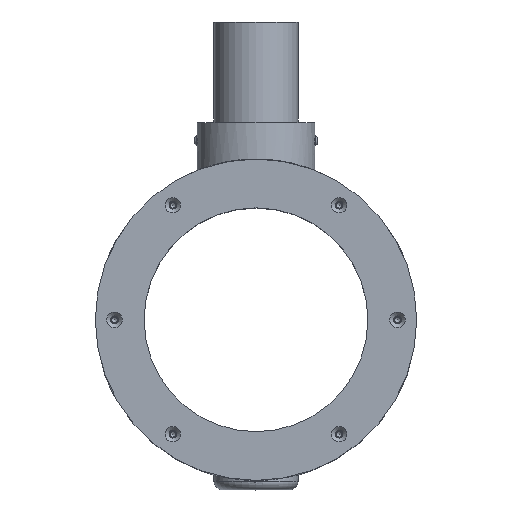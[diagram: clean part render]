
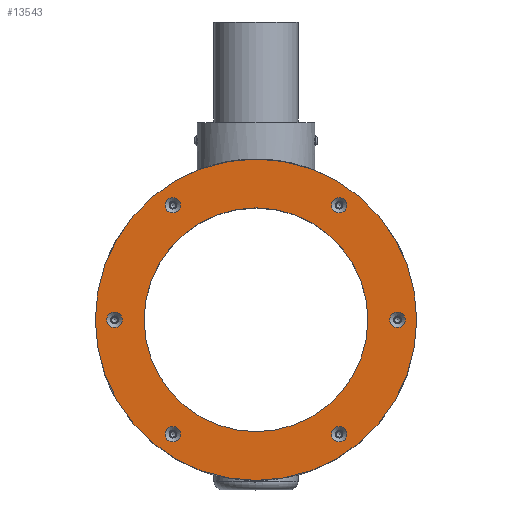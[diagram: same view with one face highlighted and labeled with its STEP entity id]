
A CAD part, top view. The second image highlights one B-rep face of the part: STEP entity #13543.
In plain terms, the highlighted planar face has unit normal (0, 0, 1).
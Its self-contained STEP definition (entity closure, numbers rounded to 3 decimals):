
#228 = FACE_BOUND ( 'NONE', #8059, .T. ) ;
#517 = AXIS2_PLACEMENT_3D ( 'NONE', #4275, #5939, #7492 ) ;
#557 = FACE_BOUND ( 'NONE', #19757, .T. ) ;
#1558 = DIRECTION ( 'NONE',  ( 1., 0., 0. ) ) ;
#1609 = EDGE_LOOP ( 'NONE', ( #5184 ) ) ;
#1921 = EDGE_CURVE ( 'NONE', #15432, #15432, #14674, .T. ) ;
#2113 = FACE_OUTER_BOUND ( 'NONE', #10211, .T. ) ;
#2213 = ORIENTED_EDGE ( 'NONE', *, *, #1921, .F. ) ;
#2316 = CIRCLE ( 'NONE', #20415, 4.59 ) ;
#2380 = ORIENTED_EDGE ( 'NONE', *, *, #12293, .F. ) ;
#2530 = VERTEX_POINT ( 'NONE', #15980 ) ;
#2538 = AXIS2_PLACEMENT_3D ( 'NONE', #2956, #16710, #4849 ) ;
#2594 = DIRECTION ( 'NONE',  ( 1., 0., 0. ) ) ;
#2925 = DIRECTION ( 'NONE',  ( 0., 0., 1. ) ) ;
#2956 = CARTESIAN_POINT ( 'NONE',  ( -49.433, -68.038, 55.03 ) ) ;
#3089 = VERTEX_POINT ( 'NONE', #21767 ) ;
#3119 = EDGE_LOOP ( 'NONE', ( #2380 ) ) ;
#3186 = CARTESIAN_POINT ( 'NONE',  ( -44.843, 68.038, 55.03 ) ) ;
#3309 = AXIS2_PLACEMENT_3D ( 'NONE', #13552, #16759, #1558 ) ;
#3549 = CARTESIAN_POINT ( 'NONE',  ( 49.433, 68.038, 55.03 ) ) ;
#3594 = EDGE_LOOP ( 'NONE', ( #2213 ) ) ;
#3698 = EDGE_CURVE ( 'NONE', #14308, #14308, #18093, .T. ) ;
#3997 = FACE_BOUND ( 'NONE', #15600, .T. ) ;
#4275 = CARTESIAN_POINT ( 'NONE',  ( 0., 0., 55.03 ) ) ;
#4400 = CIRCLE ( 'NONE', #16459, 4.59 ) ;
#4849 = DIRECTION ( 'NONE',  ( 1., 0., 0. ) ) ;
#5184 = ORIENTED_EDGE ( 'NONE', *, *, #14458, .F. ) ;
#5331 = FACE_BOUND ( 'NONE', #1609, .T. ) ;
#5660 = CARTESIAN_POINT ( 'NONE',  ( -84.1, 0., 55.03 ) ) ;
#5668 = AXIS2_PLACEMENT_3D ( 'NONE', #21282, #2925, #2594 ) ;
#5939 = DIRECTION ( 'NONE',  ( 0., 0., 1. ) ) ;
#6360 = EDGE_CURVE ( 'NONE', #2530, #2530, #16713, .T. ) ;
#6503 = VERTEX_POINT ( 'NONE', #3186 ) ;
#6881 = DIRECTION ( 'NONE',  ( 0., 0., 1. ) ) ;
#7441 = DIRECTION ( 'NONE',  ( 0., 0., 1. ) ) ;
#7492 = DIRECTION ( 'NONE',  ( 1., 0., 0. ) ) ;
#7901 = ORIENTED_EDGE ( 'NONE', *, *, #13545, .F. ) ;
#8059 = EDGE_LOOP ( 'NONE', ( #7901 ) ) ;
#8294 = VERTEX_POINT ( 'NONE', #21561 ) ;
#8318 = CIRCLE ( 'NONE', #517, 66.5 ) ;
#8538 = CARTESIAN_POINT ( 'NONE',  ( 54.023, -68.038, 55.03 ) ) ;
#8672 = PLANE ( 'NONE',  #20363 ) ;
#8791 = FACE_BOUND ( 'NONE', #3119, .T. ) ;
#8798 = DIRECTION ( 'NONE',  ( 1., 0., 0. ) ) ;
#9007 = DIRECTION ( 'NONE',  ( 1., 0., 0. ) ) ;
#9180 = CARTESIAN_POINT ( 'NONE',  ( 84.1, 0., 55.03 ) ) ;
#9891 = ORIENTED_EDGE ( 'NONE', *, *, #16574, .F. ) ;
#10046 = AXIS2_PLACEMENT_3D ( 'NONE', #9180, #20750, #15623 ) ;
#10211 = EDGE_LOOP ( 'NONE', ( #13166 ) ) ;
#11660 = EDGE_LOOP ( 'NONE', ( #9891 ) ) ;
#11998 = FACE_BOUND ( 'NONE', #3594, .T. ) ;
#12293 = EDGE_CURVE ( 'NONE', #13413, #13413, #8318, .T. ) ;
#13166 = ORIENTED_EDGE ( 'NONE', *, *, #3698, .T. ) ;
#13413 = VERTEX_POINT ( 'NONE', #18191 ) ;
#13543 = ADVANCED_FACE ( 'NONE', ( #228, #15900, #11998, #557, #3997, #5331, #8791, #2113 ), #8672, .T. ) ;
#13545 = EDGE_CURVE ( 'NONE', #3089, #3089, #4400, .T. ) ;
#13552 = CARTESIAN_POINT ( 'NONE',  ( 49.433, -68.038, 55.03 ) ) ;
#13735 = VERTEX_POINT ( 'NONE', #20297 ) ;
#14115 = CARTESIAN_POINT ( 'NONE',  ( 0., 0., 55.03 ) ) ;
#14308 = VERTEX_POINT ( 'NONE', #21107 ) ;
#14374 = AXIS2_PLACEMENT_3D ( 'NONE', #17104, #7441, #9007 ) ;
#14458 = EDGE_CURVE ( 'NONE', #6503, #6503, #15800, .T. ) ;
#14460 = EDGE_CURVE ( 'NONE', #8294, #8294, #2316, .T. ) ;
#14674 = CIRCLE ( 'NONE', #3309, 4.59 ) ;
#15432 = VERTEX_POINT ( 'NONE', #8538 ) ;
#15570 = DIRECTION ( 'NONE',  ( 1., 0., 0. ) ) ;
#15600 = EDGE_LOOP ( 'NONE', ( #19482 ) ) ;
#15623 = DIRECTION ( 'NONE',  ( 1., 0., 0. ) ) ;
#15800 = CIRCLE ( 'NONE', #14374, 4.59 ) ;
#15900 = FACE_BOUND ( 'NONE', #11660, .T. ) ;
#15980 = CARTESIAN_POINT ( 'NONE',  ( -44.843, -68.038, 55.03 ) ) ;
#16459 = AXIS2_PLACEMENT_3D ( 'NONE', #3549, #20803, #15570 ) ;
#16574 = EDGE_CURVE ( 'NONE', #13735, #13735, #19638, .T. ) ;
#16710 = DIRECTION ( 'NONE',  ( 0., 0., 1. ) ) ;
#16713 = CIRCLE ( 'NONE', #2538, 4.59 ) ;
#16759 = DIRECTION ( 'NONE',  ( 0., 0., 1. ) ) ;
#16812 = ORIENTED_EDGE ( 'NONE', *, *, #6360, .F. ) ;
#17104 = CARTESIAN_POINT ( 'NONE',  ( -49.433, 68.038, 55.03 ) ) ;
#18093 = CIRCLE ( 'NONE', #5668, 95.5 ) ;
#18191 = CARTESIAN_POINT ( 'NONE',  ( 66.5, 0., 55.03 ) ) ;
#19482 = ORIENTED_EDGE ( 'NONE', *, *, #14460, .F. ) ;
#19638 = CIRCLE ( 'NONE', #10046, 4.59 ) ;
#19757 = EDGE_LOOP ( 'NONE', ( #16812 ) ) ;
#20297 = CARTESIAN_POINT ( 'NONE',  ( 88.69, 0., 55.03 ) ) ;
#20363 = AXIS2_PLACEMENT_3D ( 'NONE', #14115, #6881, #20910 ) ;
#20415 = AXIS2_PLACEMENT_3D ( 'NONE', #5660, #20684, #8798 ) ;
#20684 = DIRECTION ( 'NONE',  ( 0., 0., 1. ) ) ;
#20750 = DIRECTION ( 'NONE',  ( 0., 0., 1. ) ) ;
#20803 = DIRECTION ( 'NONE',  ( 0., 0., 1. ) ) ;
#20910 = DIRECTION ( 'NONE',  ( 1., 0., 0. ) ) ;
#21107 = CARTESIAN_POINT ( 'NONE',  ( 95.5, 0., 55.03 ) ) ;
#21282 = CARTESIAN_POINT ( 'NONE',  ( 0., 0., 55.03 ) ) ;
#21561 = CARTESIAN_POINT ( 'NONE',  ( -79.51, 0., 55.03 ) ) ;
#21767 = CARTESIAN_POINT ( 'NONE',  ( 54.023, 68.038, 55.03 ) ) ;
